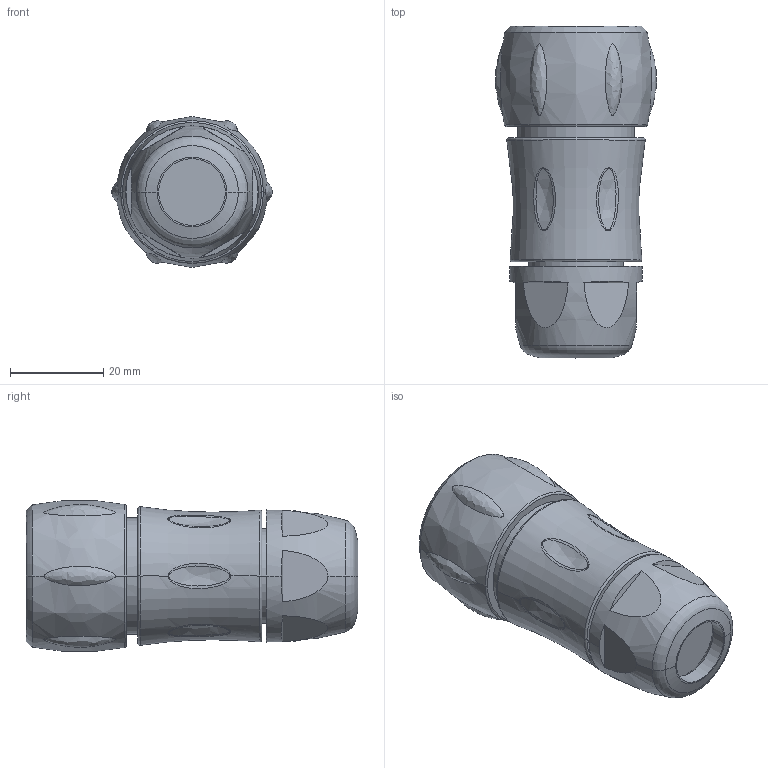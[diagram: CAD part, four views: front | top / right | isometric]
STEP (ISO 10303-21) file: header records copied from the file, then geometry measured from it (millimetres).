
FILE_DESCRIPTION((''),'2;1');
FILE_NAME('UTS6JC14E19S_SW0001','2009-06-26T',('pleger'),('SOURIAU'),'PRO/ENGINEER BY PARAMETRIC TECHNOLOGY CORPORATION, 2005310','PRO/ENGINEER BY PARAMETRIC TECHNOLOGY CORPORATION, 2005310','');
FILE_SCHEMA(('CONFIG_CONTROL_DESIGN'));
Length unit declared in the file: millimetre
Products named in the file (1): UTS6JC14E19S_SW0001
Bounding box: 34.5 x 71.05 x 32.3 mm (x, y, z)
Volume: 41359.7 mm3; surface area: 16694.3 mm2
Topology: 1 solids, 3 shells, 1062 faces, 2841 edges, 1811 vertices
Faces by surface type: plane 315, cylinder 270, cone 174, bspline 170, torus 121, sphere 12
Entity records: 47203 total; most frequent: CARTESIAN_POINT 21970, ORIENTED_EDGE 5682, DIRECTION 4738, EDGE_CURVE 2841, AXIS2_PLACEMENT_3D 1869, VERTEX_POINT 1811, EDGE_LOOP 1154, FACE_OUTER_BOUND 1062
